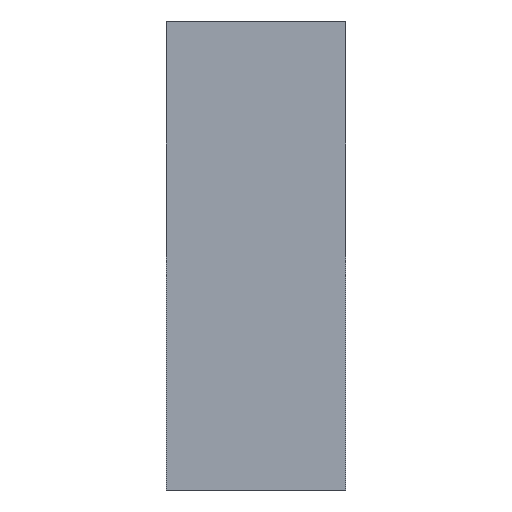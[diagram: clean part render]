
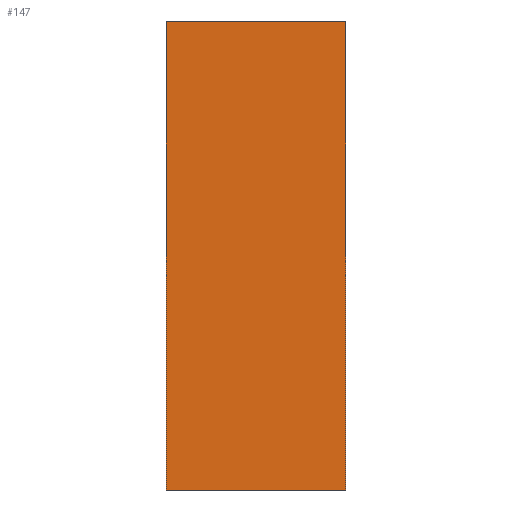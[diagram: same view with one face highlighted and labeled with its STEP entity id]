
A CAD part, front view. The second image highlights one B-rep face of the part: STEP entity #147.
In plain terms, the highlighted planar face has unit normal (0, -1, 0).
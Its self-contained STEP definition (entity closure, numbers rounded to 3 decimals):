
#19=PLANE('',#173);
#27=FACE_OUTER_BOUND('',#35,.T.);
#35=EDGE_LOOP('',(#115,#116,#117,#118));
#47=LINE('',#235,#61);
#48=LINE('',#237,#62);
#49=LINE('',#239,#63);
#50=LINE('',#240,#64);
#61=VECTOR('',#197,10.);
#62=VECTOR('',#198,10.);
#63=VECTOR('',#199,10.);
#64=VECTOR('',#200,10.);
#81=VERTEX_POINT('',#233);
#82=VERTEX_POINT('',#234);
#83=VERTEX_POINT('',#236);
#84=VERTEX_POINT('',#238);
#95=EDGE_CURVE('',#81,#82,#47,.T.);
#96=EDGE_CURVE('',#81,#83,#48,.T.);
#97=EDGE_CURVE('',#84,#83,#49,.T.);
#98=EDGE_CURVE('',#82,#84,#50,.T.);
#115=ORIENTED_EDGE('',*,*,#95,.F.);
#116=ORIENTED_EDGE('',*,*,#96,.T.);
#117=ORIENTED_EDGE('',*,*,#97,.F.);
#118=ORIENTED_EDGE('',*,*,#98,.F.);
#147=ADVANCED_FACE('',(#27),#19,.T.);
#173=AXIS2_PLACEMENT_3D('',#232,#195,#196);
#195=DIRECTION('center_axis',(0.,-1.,0.));
#196=DIRECTION('ref_axis',(0.,0.,-1.));
#197=DIRECTION('',(0.,0.,1.));
#198=DIRECTION('',(1.,0.,0.));
#199=DIRECTION('',(0.,0.,-1.));
#200=DIRECTION('',(1.,0.,0.));
#232=CARTESIAN_POINT('Origin',(-10.,-33.5,122.5));
#233=CARTESIAN_POINT('',(-10.,-33.5,96.5));
#234=CARTESIAN_POINT('',(-10.,-33.5,122.5));
#235=CARTESIAN_POINT('',(-10.,-33.5,96.5));
#236=CARTESIAN_POINT('',(0.,-33.5,96.5));
#237=CARTESIAN_POINT('',(-10.,-33.5,96.5));
#238=CARTESIAN_POINT('',(0.,-33.5,122.5));
#239=CARTESIAN_POINT('',(0.,-33.5,96.5));
#240=CARTESIAN_POINT('',(-10.,-33.5,122.5));
